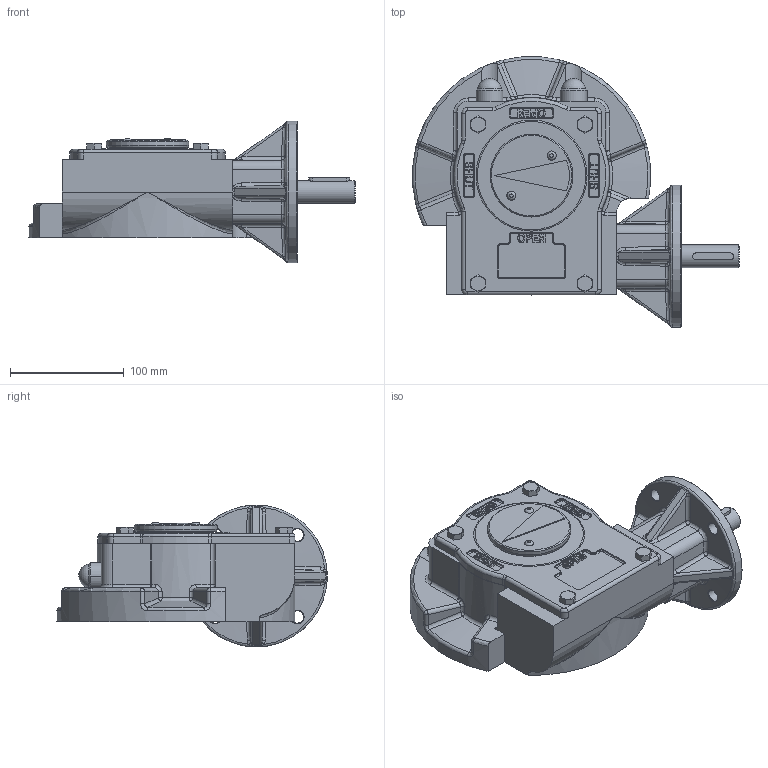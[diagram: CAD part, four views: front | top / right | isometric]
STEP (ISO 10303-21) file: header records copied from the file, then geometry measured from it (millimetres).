
FILE_DESCRIPTION(/* description */ ('Unknown'),/* implementation_level */ '2;1');
FILE_NAME(/* name */ 'AB550MLBN LH',/* time_stamp */ '2016-12-21T15:03:09+01:00',/* author */ ('Unknown'),/* organization */ ('Unknown'),/* preprocessor_version */ 'ST-DEVELOPER v16',/* originating_system */ 'DEX',/* authorisation */ $);
FILE_SCHEMA (('AUTOMOTIVE_DESIGN {1 0 10303 214 3 1 1}'));
Products named in the file (1): AB550MLBN LH
Bounding box: 287.66 x 238.36 x 125 mm (x, y, z)
Volume: 1863808.4 mm3; surface area: 296716.1 mm2
Topology: 2 solids, 32 shells, 1725 faces, 4305 edges, 2659 vertices
Faces by surface type: plane 680, cylinder 427, bspline 225, torus 191, cone 163, sphere 39
Full cylindrical faces by diameter (mm): 3.242 x4, 4 x2, 4.5 x2, 4.917 x8, 5.6 x2, 6 x4, 6.647 x8, 7 x4, 7.6 x2, 8 x12, 9 x4, 10 x4, 10.106 x2, 11 x4, 12 x4, 16 x1, 19.98 x1, 20 x1, 21 x1, 23 x2, 23.75 x2, 24 x1, 25 x2, 26 x4, 57.15 x2, 57.46 x1, 59 x2, 60 x2, 64 x1, 68 x1
Entity records: 78962 total; most frequent: CARTESIAN_POINT 29920, ORIENTED_EDGE 7868, DIRECTION 7011, EDGE_CURVE 3934, AXIS2_PLACEMENT_3D 2895, VERTEX_POINT 2563, FACE_BOUND 2049, EDGE_LOOP 2035
